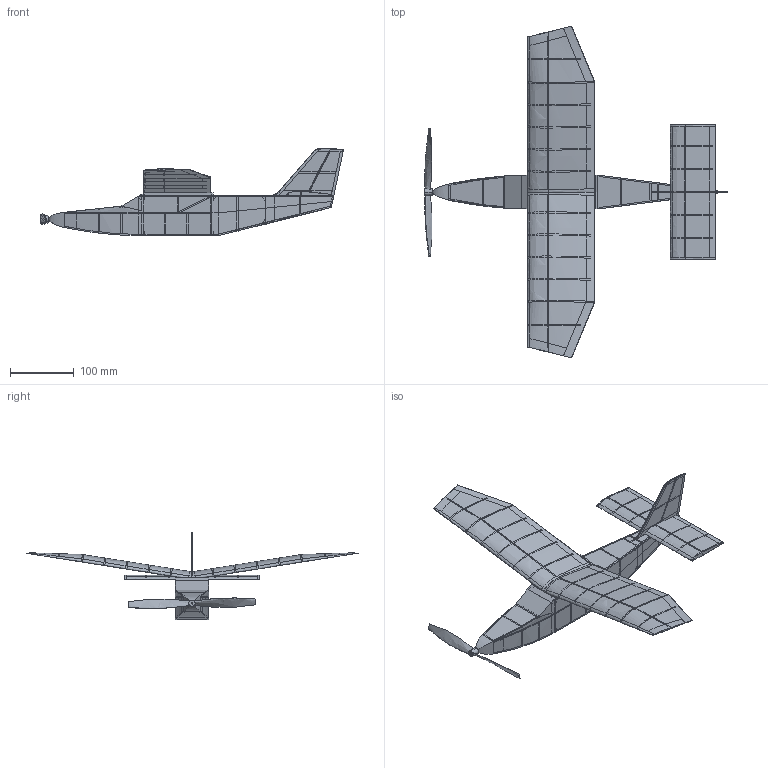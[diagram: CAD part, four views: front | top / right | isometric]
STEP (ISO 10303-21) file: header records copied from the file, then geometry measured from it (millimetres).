
FILE_DESCRIPTION(('FreeCAD Model'),'2;1');
FILE_NAME('Open CASCADE Shape Model','2025-04-26T22:00:03',('FreeCAD'),( 'FreeCAD'),'Open CASCADE STEP processor 7.6','FreeCAD','Unknown');
FILE_SCHEMA(('AUTOMOTIVE_DESIGN { 1 0 10303 214 1 1 1 1 }'));
Products named in the file (1): Open CASCADE STEP translator 7.6 1
Bounding box: 474.38 x 520.02 x 137.2 mm (x, y, z)
Volume: 119987.7 mm3; surface area: 365230.1 mm2
Topology: 125 solids, 138 shells, 1214 faces, 2880 edges, 1930 vertices
Faces by surface type: bspline 1214
Entity records: 177940 total; most frequent: CARTESIAN_POINT 159598, ORIENTED_EDGE 5637, EDGE_CURVE 2880, B_SPLINE_CURVE_WITH_KNOTS 2807, VERTEX_POINT 1930, FACE_BOUND 1222, EDGE_LOOP 1222, ADVANCED_FACE 1214
